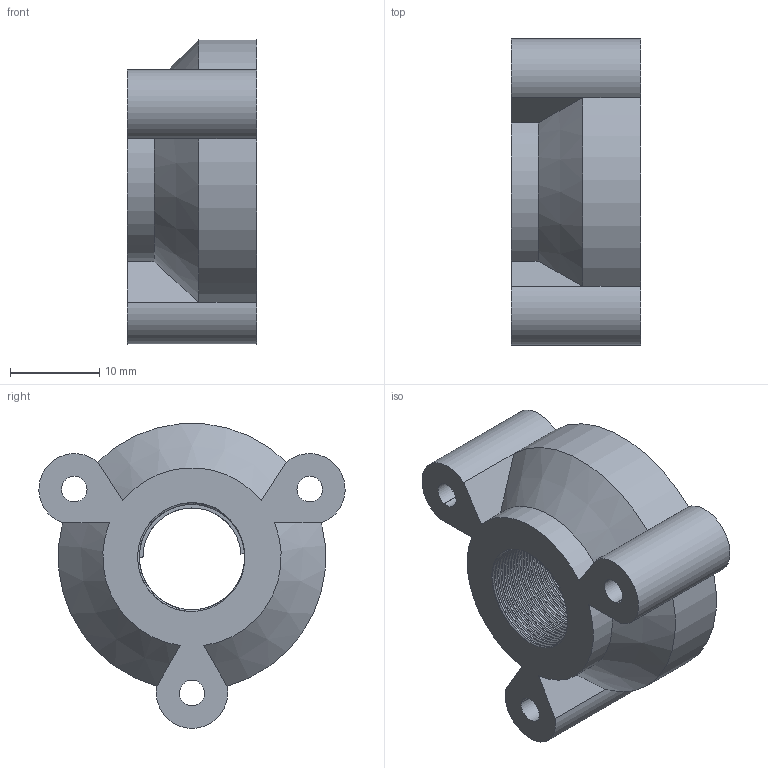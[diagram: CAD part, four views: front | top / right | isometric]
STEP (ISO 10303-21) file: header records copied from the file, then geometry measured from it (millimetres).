
FILE_DESCRIPTION(/* description */ (''),/* implementation_level */ '2;1');
FILE_NAME(/* name */ '00_Fiber_M12_collimator_v3.ipt.step',/* time_stamp */ '2022-11-29T07:40:28+01:00',/* author */ ('diederichbenedict'),/* organization */ (''),/* preprocessor_version */ 'ST-DEVELOPER v18.1',/* originating_system */ 'Autodesk Inventor 2022',/* authorisation */ '');
FILE_SCHEMA (('AUTOMOTIVE_DESIGN { 1 0 10303 214 3 1 1 }'));
Length unit declared in the file: millimetre
Products named in the file (1): 00_Fiber_M12_collimator_v3
Bounding box: 14.5 x 34.31 x 34.13 mm (x, y, z)
Volume: 6701.1 mm3; surface area: 4100.6 mm2
Topology: 1 solids, 1 shells, 64 faces, 176 edges, 115 vertices
Faces by surface type: cylinder 48, plane 10, cone 3, bspline 3
Full cylindrical faces by diameter (mm): 12.2 x23, 26.4 x1
Entity records: 6375 total; most frequent: CARTESIAN_POINT 4774, ORIENTED_EDGE 352, DIRECTION 284, EDGE_CURVE 176, VERTEX_POINT 115, AXIS2_PLACEMENT_3D 109, EDGE_LOOP 73, LINE 66
